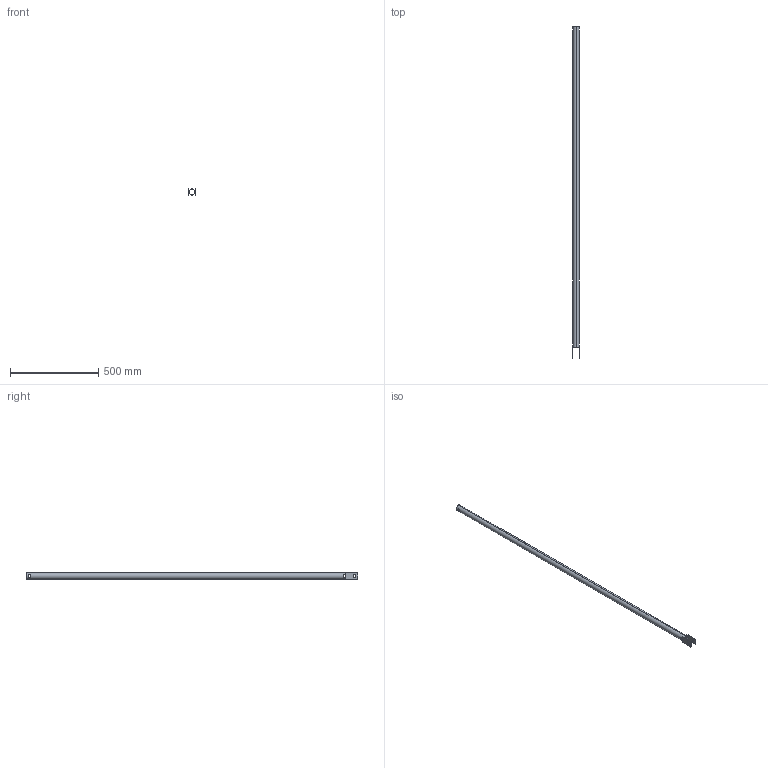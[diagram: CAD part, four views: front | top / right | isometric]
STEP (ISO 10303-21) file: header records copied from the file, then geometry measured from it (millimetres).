
FILE_DESCRIPTION (( 'STEP AP203' ), '1' );
FILE_NAME ('demo_leg_upper_Default_sldprt.STEP', '2024-02-05T20:51:24', ( '' ), ( '' ), 'SwSTEP 2.0', 'SolidWorks 2023', '' );
FILE_SCHEMA (( 'CONFIG_CONTROL_DESIGN' ));
Length unit declared in the file: millimetre
Products named in the file (1): demo_leg_upper_Default_sldprt
Bounding box: 38.92 x 1886.3 x 34.92 mm (x, y, z)
Volume: 203226.6 mm3; surface area: 398823.6 mm2
Topology: 3 solids, 3 shells, 30 faces, 72 edges, 48 vertices
Faces by surface type: cylinder 16, plane 14
Entity records: 1669 total; most frequent: CARTESIAN_POINT 879, ORIENTED_EDGE 144, DIRECTION 134, EDGE_CURVE 72, VERTEX_POINT 48, AXIS2_PLACEMENT_3D 47, EDGE_LOOP 44, VECTOR 40
